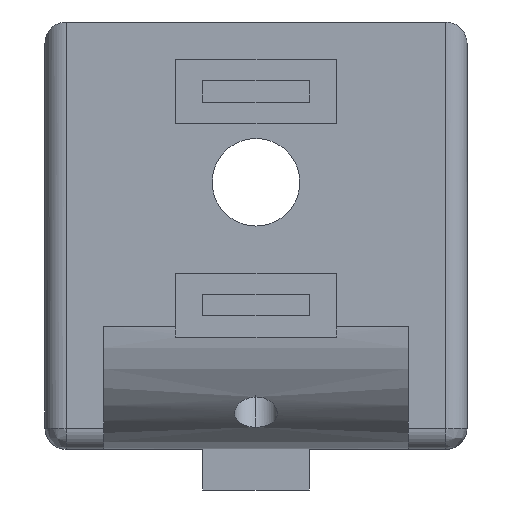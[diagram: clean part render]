
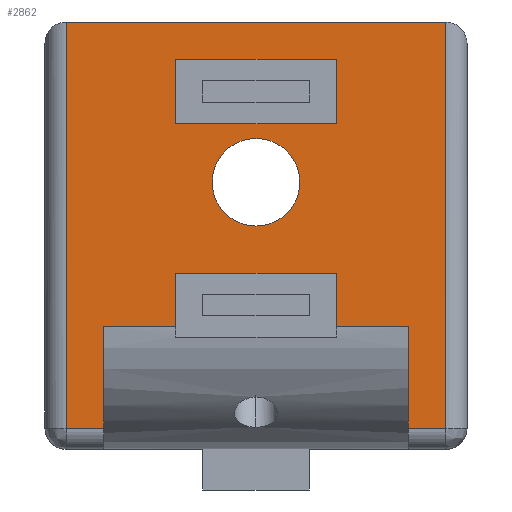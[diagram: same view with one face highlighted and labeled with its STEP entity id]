
A CAD part, front view. The second image highlights one B-rep face of the part: STEP entity #2862.
In plain terms, the highlighted planar face has unit normal (0, -1, 0).
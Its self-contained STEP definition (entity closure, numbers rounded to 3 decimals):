
#1 = VERTEX_POINT ( 'NONE', #615 ) ;
#27 = ORIENTED_EDGE ( 'NONE', *, *, #1909, .F. ) ;
#41 = VECTOR ( 'NONE', #1238, 1000. ) ;
#54 = LINE ( 'NONE', #2869, #1759 ) ;
#60 = CARTESIAN_POINT ( 'NONE',  ( 7.5, -20., 31. ) ) ;
#64 = CARTESIAN_POINT ( 'NONE',  ( -14.25, -20., -3.5 ) ) ;
#94 = CARTESIAN_POINT ( 'NONE',  ( 0., -20., 0. ) ) ;
#125 = LINE ( 'NONE', #1011, #2397 ) ;
#143 = DIRECTION ( 'NONE',  ( 0., 0., 1. ) ) ;
#150 = CARTESIAN_POINT ( 'NONE',  ( 17.75, -20., 0. ) ) ;
#154 = DIRECTION ( 'NONE',  ( 0., 0., -1. ) ) ;
#161 = VERTEX_POINT ( 'NONE', #791 ) ;
#162 = CARTESIAN_POINT ( 'NONE',  ( 17.75, -20., 34.5 ) ) ;
#166 = DIRECTION ( 'NONE',  ( 1., 0., 0. ) ) ;
#171 = CARTESIAN_POINT ( 'NONE',  ( 14.25, -20., -3.5 ) ) ;
#188 = EDGE_CURVE ( 'NONE', #2654, #1, #1473, .T. ) ;
#219 = CIRCLE ( 'NONE', #495, 4.1 ) ;
#361 = EDGE_CURVE ( 'NONE', #2783, #2654, #2188, .T. ) ;
#389 = EDGE_CURVE ( 'NONE', #1628, #2728, #1506, .T. ) ;
#393 = LINE ( 'NONE', #812, #2258 ) ;
#399 = ORIENTED_EDGE ( 'NONE', *, *, #1715, .F. ) ;
#420 = ORIENTED_EDGE ( 'NONE', *, *, #1199, .F. ) ;
#423 = LINE ( 'NONE', #1122, #2291 ) ;
#432 = CARTESIAN_POINT ( 'NONE',  ( -7.5, -20., 6. ) ) ;
#447 = DIRECTION ( 'NONE',  ( -1., 0., 0. ) ) ;
#454 = DIRECTION ( 'NONE',  ( 0., 0., 1. ) ) ;
#460 = DIRECTION ( 'NONE',  ( 0., 0., 1. ) ) ;
#484 = VERTEX_POINT ( 'NONE', #2014 ) ;
#485 = CARTESIAN_POINT ( 'NONE',  ( -17.75, -20., -3.5 ) ) ;
#493 = CARTESIAN_POINT ( 'NONE',  ( -17.75, -20., 0. ) ) ;
#495 = AXIS2_PLACEMENT_3D ( 'NONE', #1381, #2277, #2246 ) ;
#536 = LINE ( 'NONE', #1186, #1094 ) ;
#559 = VECTOR ( 'NONE', #154, 1000. ) ;
#573 = CARTESIAN_POINT ( 'NONE',  ( 7.5, -20., 11. ) ) ;
#583 = VERTEX_POINT ( 'NONE', #1221 ) ;
#604 = ORIENTED_EDGE ( 'NONE', *, *, #1910, .F. ) ;
#615 = CARTESIAN_POINT ( 'NONE',  ( 17.75, -20., -3.5 ) ) ;
#638 = CARTESIAN_POINT ( 'NONE',  ( 7.5, -20., 25. ) ) ;
#645 = VECTOR ( 'NONE', #447, 1000. ) ;
#650 = LINE ( 'NONE', #854, #645 ) ;
#673 = CARTESIAN_POINT ( 'NONE',  ( 0., -20., 11. ) ) ;
#696 = CARTESIAN_POINT ( 'NONE',  ( 0., -20., 23.6 ) ) ;
#726 = CARTESIAN_POINT ( 'NONE',  ( -17.75, -20., 34.5 ) ) ;
#753 = ORIENTED_EDGE ( 'NONE', *, *, #1427, .F. ) ;
#754 = DIRECTION ( 'NONE',  ( 0., 0., 1. ) ) ;
#766 = ORIENTED_EDGE ( 'NONE', *, *, #1005, .F. ) ;
#780 = FACE_BOUND ( 'NONE', #969, .T. ) ;
#788 = CIRCLE ( 'NONE', #2419, 4.1 ) ;
#791 = CARTESIAN_POINT ( 'NONE',  ( 14.25, -20., 6. ) ) ;
#812 = CARTESIAN_POINT ( 'NONE',  ( 14.25, -20., 0. ) ) ;
#817 = LINE ( 'NONE', #2802, #1220 ) ;
#847 = VECTOR ( 'NONE', #978, 1000. ) ;
#854 = CARTESIAN_POINT ( 'NONE',  ( 0., -20., 31. ) ) ;
#865 = VECTOR ( 'NONE', #2512, 1000. ) ;
#876 = VECTOR ( 'NONE', #2670, 1000. ) ;
#880 = LINE ( 'NONE', #894, #1154 ) ;
#883 = LINE ( 'NONE', #493, #876 ) ;
#894 = CARTESIAN_POINT ( 'NONE',  ( 7.5, -20., 0. ) ) ;
#915 = CARTESIAN_POINT ( 'NONE',  ( 0., -20., -3.5 ) ) ;
#917 = EDGE_CURVE ( 'NONE', #1372, #484, #650, .T. ) ;
#936 = ORIENTED_EDGE ( 'NONE', *, *, #361, .F. ) ;
#942 = CARTESIAN_POINT ( 'NONE',  ( -7.5, -20., 11. ) ) ;
#969 = EDGE_LOOP ( 'NONE', ( #1482, #766 ) ) ;
#978 = DIRECTION ( 'NONE',  ( 0., 0., -1. ) ) ;
#988 = VERTEX_POINT ( 'NONE', #432 ) ;
#996 = EDGE_CURVE ( 'NONE', #2249, #1372, #880, .T. ) ;
#1005 = EDGE_CURVE ( 'NONE', #2787, #583, #788, .T. ) ;
#1011 = CARTESIAN_POINT ( 'NONE',  ( 0., -20., 6. ) ) ;
#1054 = DIRECTION ( 'NONE',  ( -1., 0., 0. ) ) ;
#1067 = CARTESIAN_POINT ( 'NONE',  ( -17.75, -20., 34.5 ) ) ;
#1081 = VECTOR ( 'NONE', #166, 1000. ) ;
#1086 = CARTESIAN_POINT ( 'NONE',  ( -14.25, -20., 6. ) ) ;
#1094 = VECTOR ( 'NONE', #1858, 1000. ) ;
#1115 = EDGE_CURVE ( 'NONE', #484, #1887, #2119, .T. ) ;
#1122 = CARTESIAN_POINT ( 'NONE',  ( 7.5, -20., 0. ) ) ;
#1128 = VECTOR ( 'NONE', #1054, 1000. ) ;
#1154 = VECTOR ( 'NONE', #460, 1000. ) ;
#1172 = DIRECTION ( 'NONE',  ( 0., 1., 0. ) ) ;
#1186 = CARTESIAN_POINT ( 'NONE',  ( 0., -20., -3.5 ) ) ;
#1199 = EDGE_CURVE ( 'NONE', #161, #2260, #125, .T. ) ;
#1220 = VECTOR ( 'NONE', #2409, 1000. ) ;
#1221 = CARTESIAN_POINT ( 'NONE',  ( 0., -20., 15.4 ) ) ;
#1238 = DIRECTION ( 'NONE',  ( 0., 0., -1. ) ) ;
#1314 = VECTOR ( 'NONE', #2463, 1000. ) ;
#1344 = CARTESIAN_POINT ( 'NONE',  ( 0., -20., 19.5 ) ) ;
#1372 = VERTEX_POINT ( 'NONE', #60 ) ;
#1381 = CARTESIAN_POINT ( 'NONE',  ( 0., -20., 19.5 ) ) ;
#1386 = CARTESIAN_POINT ( 'NONE',  ( 7.5, -20., 6. ) ) ;
#1427 = EDGE_CURVE ( 'NONE', #988, #2252, #2499, .T. ) ;
#1447 = VERTEX_POINT ( 'NONE', #485 ) ;
#1454 = CARTESIAN_POINT ( 'NONE',  ( -14.25, -20., 0. ) ) ;
#1459 = EDGE_CURVE ( 'NONE', #583, #2787, #219, .T. ) ;
#1473 = LINE ( 'NONE', #150, #847 ) ;
#1482 = ORIENTED_EDGE ( 'NONE', *, *, #1459, .F. ) ;
#1506 = LINE ( 'NONE', #673, #1128 ) ;
#1587 = EDGE_LOOP ( 'NONE', ( #420, #2721, #604, #1717, #936, #2657, #1845, #2192, #753, #1710, #2068, #27 ) ) ;
#1625 = AXIS2_PLACEMENT_3D ( 'NONE', #94, #1172, #754 ) ;
#1628 = VERTEX_POINT ( 'NONE', #573 ) ;
#1637 = ORIENTED_EDGE ( 'NONE', *, *, #917, .F. ) ;
#1702 = ORIENTED_EDGE ( 'NONE', *, *, #1115, .F. ) ;
#1710 = ORIENTED_EDGE ( 'NONE', *, *, #2760, .F. ) ;
#1715 = EDGE_CURVE ( 'NONE', #1887, #2249, #817, .T. ) ;
#1717 = ORIENTED_EDGE ( 'NONE', *, *, #188, .F. ) ;
#1759 = VECTOR ( 'NONE', #2461, 1000. ) ;
#1845 = ORIENTED_EDGE ( 'NONE', *, *, #2399, .F. ) ;
#1846 = PLANE ( 'NONE',  #1625 ) ;
#1858 = DIRECTION ( 'NONE',  ( -1., 0., 0. ) ) ;
#1887 = VERTEX_POINT ( 'NONE', #2036 ) ;
#1909 = EDGE_CURVE ( 'NONE', #2260, #1628, #423, .T. ) ;
#1910 = EDGE_CURVE ( 'NONE', #1, #2455, #2195, .T. ) ;
#1917 = LINE ( 'NONE', #1454, #41 ) ;
#1942 = DIRECTION ( 'NONE',  ( 0., 0., -1. ) ) ;
#1943 = ORIENTED_EDGE ( 'NONE', *, *, #996, .F. ) ;
#2014 = CARTESIAN_POINT ( 'NONE',  ( -7.5, -20., 31. ) ) ;
#2036 = CARTESIAN_POINT ( 'NONE',  ( -7.5, -20., 25. ) ) ;
#2055 = EDGE_CURVE ( 'NONE', #2455, #161, #393, .T. ) ;
#2068 = ORIENTED_EDGE ( 'NONE', *, *, #389, .F. ) ;
#2094 = FACE_OUTER_BOUND ( 'NONE', #1587, .T. ) ;
#2105 = CARTESIAN_POINT ( 'NONE',  ( -7.5, -20., 0. ) ) ;
#2119 = LINE ( 'NONE', #2105, #559 ) ;
#2188 = LINE ( 'NONE', #1067, #1081 ) ;
#2192 = ORIENTED_EDGE ( 'NONE', *, *, #2581, .F. ) ;
#2195 = LINE ( 'NONE', #915, #1314 ) ;
#2232 = DIRECTION ( 'NONE',  ( 0., -1., 0. ) ) ;
#2246 = DIRECTION ( 'NONE',  ( 0., 0., -1. ) ) ;
#2249 = VERTEX_POINT ( 'NONE', #638 ) ;
#2252 = VERTEX_POINT ( 'NONE', #1086 ) ;
#2258 = VECTOR ( 'NONE', #143, 1000. ) ;
#2260 = VERTEX_POINT ( 'NONE', #1386 ) ;
#2263 = VERTEX_POINT ( 'NONE', #64 ) ;
#2277 = DIRECTION ( 'NONE',  ( 0., -1., 0. ) ) ;
#2291 = VECTOR ( 'NONE', #454, 1000. ) ;
#2397 = VECTOR ( 'NONE', #2779, 1000. ) ;
#2399 = EDGE_CURVE ( 'NONE', #2263, #1447, #536, .T. ) ;
#2409 = DIRECTION ( 'NONE',  ( 1., 0., 0. ) ) ;
#2419 = AXIS2_PLACEMENT_3D ( 'NONE', #1344, #2232, #1942 ) ;
#2455 = VERTEX_POINT ( 'NONE', #171 ) ;
#2461 = DIRECTION ( 'NONE',  ( 0., 0., -1. ) ) ;
#2463 = DIRECTION ( 'NONE',  ( -1., 0., 0. ) ) ;
#2499 = LINE ( 'NONE', #2691, #865 ) ;
#2512 = DIRECTION ( 'NONE',  ( -1., 0., 0. ) ) ;
#2581 = EDGE_CURVE ( 'NONE', #2252, #2263, #1917, .T. ) ;
#2654 = VERTEX_POINT ( 'NONE', #162 ) ;
#2657 = ORIENTED_EDGE ( 'NONE', *, *, #2798, .F. ) ;
#2670 = DIRECTION ( 'NONE',  ( 0., 0., 1. ) ) ;
#2681 = EDGE_LOOP ( 'NONE', ( #399, #1702, #1637, #1943 ) ) ;
#2691 = CARTESIAN_POINT ( 'NONE',  ( 0., -20., 6. ) ) ;
#2721 = ORIENTED_EDGE ( 'NONE', *, *, #2055, .F. ) ;
#2725 = FACE_BOUND ( 'NONE', #2681, .T. ) ;
#2728 = VERTEX_POINT ( 'NONE', #942 ) ;
#2760 = EDGE_CURVE ( 'NONE', #2728, #988, #54, .T. ) ;
#2779 = DIRECTION ( 'NONE',  ( -1., 0., 0. ) ) ;
#2783 = VERTEX_POINT ( 'NONE', #726 ) ;
#2787 = VERTEX_POINT ( 'NONE', #696 ) ;
#2798 = EDGE_CURVE ( 'NONE', #1447, #2783, #883, .T. ) ;
#2802 = CARTESIAN_POINT ( 'NONE',  ( 0., -20., 25. ) ) ;
#2862 = ADVANCED_FACE ( 'NONE', ( #2725, #780, #2094 ), #1846, .F. ) ;
#2869 = CARTESIAN_POINT ( 'NONE',  ( -7.5, -20., 0. ) ) ;
